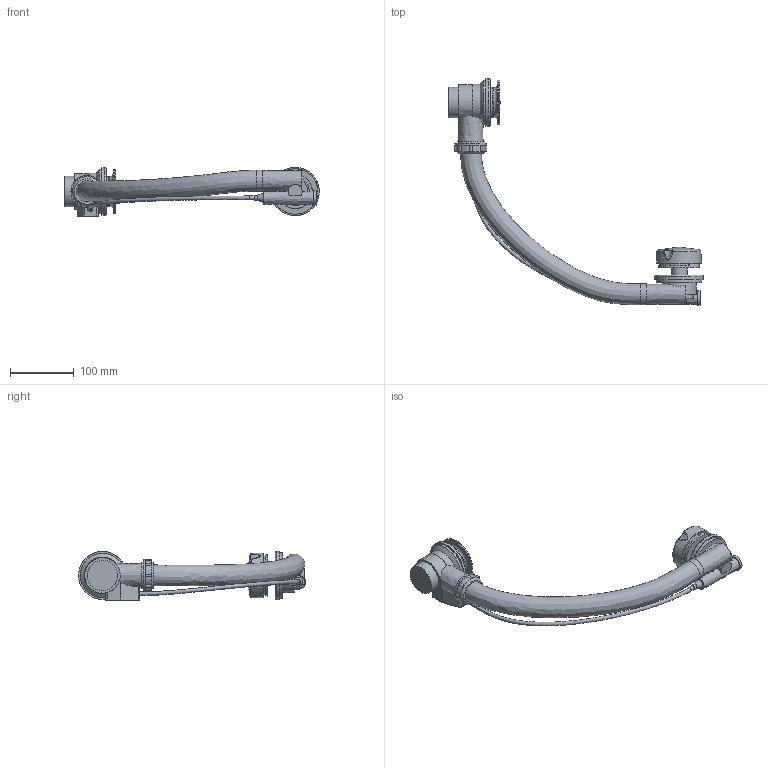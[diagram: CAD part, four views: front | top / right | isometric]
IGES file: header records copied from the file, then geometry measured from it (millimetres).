
Global section: file name: VA67; native system: Autodesk Inventor 2016; preprocessor: unknown; author: adaniels; date: 20170224.075940; units: millimetre
Bounding box: 398.15 x 354.95 x 77.25 mm (x, y, z)
Volume: 903464.5 mm3; surface area: 125823.4 mm2
Topology: 1 solids, 2 shells, 168 faces, 430 edges, 284 vertices
Faces by surface type: bspline 168
